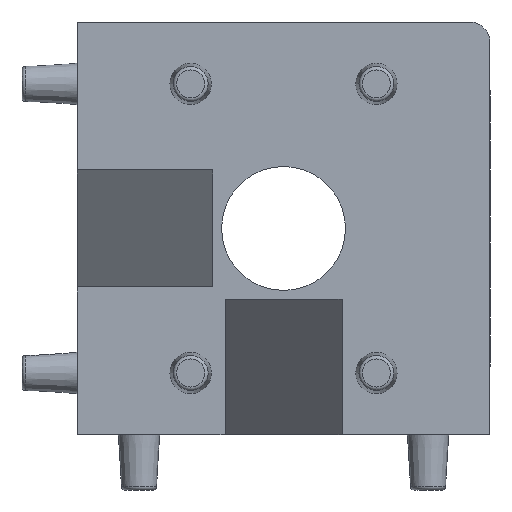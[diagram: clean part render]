
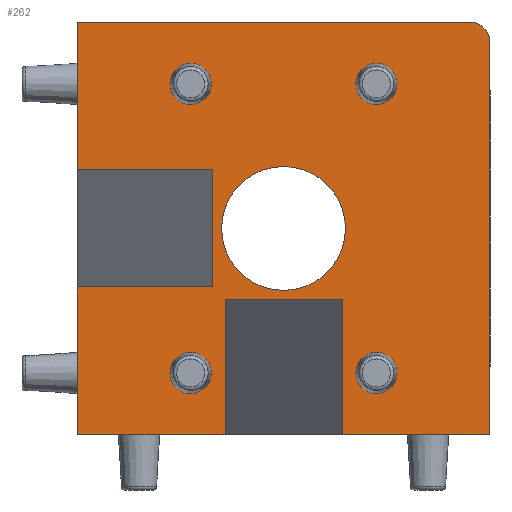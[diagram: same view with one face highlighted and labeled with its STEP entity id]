
A CAD part, left-side view. The second image highlights one B-rep face of the part: STEP entity #262.
In plain terms, the highlighted planar face has unit normal (-1, 0, 0).
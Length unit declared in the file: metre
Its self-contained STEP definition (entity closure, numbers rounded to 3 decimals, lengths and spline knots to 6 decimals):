
#262 = ADVANCED_FACE( 'NONE', ( #581, #582, #583, #584, #585, #586 ), #587, .F. );
#581 = FACE_OUTER_BOUND( '', #909, .T. );
#582 = FACE_BOUND( '', #910, .T. );
#583 = FACE_BOUND( '', #911, .T. );
#584 = FACE_BOUND( '', #912, .T. );
#585 = FACE_BOUND( '', #913, .T. );
#586 = FACE_BOUND( '', #914, .T. );
#587 = PLANE( '', #915 );
#909 = EDGE_LOOP( '', ( #1505, #1506, #1507, #1508, #1509, #1510, #1511, #1512, #1513, #1514, #1515, #1516, #1517 ) );
#910 = EDGE_LOOP( '', ( #1518 ) );
#911 = EDGE_LOOP( '', ( #1519 ) );
#912 = EDGE_LOOP( '', ( #1520 ) );
#913 = EDGE_LOOP( '', ( #1521 ) );
#914 = EDGE_LOOP( '', ( #1522 ) );
#915 = AXIS2_PLACEMENT_3D( '', #1523, #1524, #1525 );
#1505 = ORIENTED_EDGE( '', *, *, #1770, .F. );
#1506 = ORIENTED_EDGE( '', *, *, #1739, .T. );
#1507 = ORIENTED_EDGE( '', *, *, #1677, .F. );
#1508 = ORIENTED_EDGE( '', *, *, #1698, .T. );
#1509 = ORIENTED_EDGE( '', *, *, #1834, .T. );
#1510 = ORIENTED_EDGE( '', *, *, #1806, .T. );
#1511 = ORIENTED_EDGE( '', *, *, #1835, .T. );
#1512 = ORIENTED_EDGE( '', *, *, #1694, .T. );
#1513 = ORIENTED_EDGE( '', *, *, #1816, .T. );
#1514 = ORIENTED_EDGE( '', *, *, #1731, .T. );
#1515 = ORIENTED_EDGE( '', *, *, #1726, .T. );
#1516 = ORIENTED_EDGE( '', *, *, #1647, .T. );
#1517 = ORIENTED_EDGE( '', *, *, #1815, .T. );
#1518 = ORIENTED_EDGE( '', *, *, #1733, .F. );
#1519 = ORIENTED_EDGE( '', *, *, #1831, .F. );
#1520 = ORIENTED_EDGE( '', *, *, #1813, .F. );
#1521 = ORIENTED_EDGE( '', *, *, #1789, .F. );
#1522 = ORIENTED_EDGE( '', *, *, #1712, .F. );
#1523 = CARTESIAN_POINT( '', ( -0.015, 0.015, 0.015 ) );
#1524 = DIRECTION( '', ( 1., 0., 0. ) );
#1525 = DIRECTION( '', ( 0., 0., 1. ) );
#1647 = EDGE_CURVE( 'NONE', #1908, #1914, #1916, .T. );
#1677 = EDGE_CURVE( 'NONE', #1966, #1961, #1968, .T. );
#1694 = EDGE_CURVE( 'NONE', #1994, #1992, #1995, .T. );
#1698 = EDGE_CURVE( 'NONE', #1966, #2000, #2002, .T. );
#1712 = EDGE_CURVE( 'NONE', #2022, #2022, #2023, .T. );
#1726 = EDGE_CURVE( 'NONE', #2040, #1908, #2043, .T. );
#1731 = EDGE_CURVE( 'NONE', #2046, #2040, #2051, .T. );
#1733 = EDGE_CURVE( 'NONE', #2053, #2053, #2054, .T. );
#1739 = EDGE_CURVE( 'NONE', #2062, #1961, #2063, .T. );
#1770 = EDGE_CURVE( 'NONE', #2062, #2100, #2102, .T. );
#1789 = EDGE_CURVE( 'NONE', #2127, #2127, #2128, .T. );
#1806 = EDGE_CURVE( 'NONE', #2148, #2150, #2152, .T. );
#1813 = EDGE_CURVE( 'NONE', #2161, #2161, #2162, .T. );
#1815 = EDGE_CURVE( 'NONE', #1914, #2100, #2164, .T. );
#1816 = EDGE_CURVE( 'NONE', #1992, #2046, #2165, .T. );
#1831 = EDGE_CURVE( 'NONE', #2183, #2183, #2184, .T. );
#1834 = EDGE_CURVE( 'NONE', #2000, #2148, #2187, .T. );
#1835 = EDGE_CURVE( 'NONE', #2150, #1994, #2188, .T. );
#1908 = VERTEX_POINT( 'NONE', #2274 );
#1914 = VERTEX_POINT( 'NONE', #2283 );
#1916 = LINE( '', #2286, #2287 );
#1961 = VERTEX_POINT( 'NONE', #2412 );
#1966 = VERTEX_POINT( 'NONE', #2419 );
#1968 = LINE( '', #2422, #2423 );
#1992 = VERTEX_POINT( 'NONE', #2450 );
#1994 = VERTEX_POINT( 'NONE', #2453 );
#1995 = LINE( '', #2454, #2455 );
#2000 = VERTEX_POINT( 'NONE', #2462 );
#2002 = LINE( '', #2465, #2466 );
#2022 = VERTEX_POINT( '', #2536 );
#2023 = CIRCLE( '', #2537, 0.0015 );
#2040 = VERTEX_POINT( 'NONE', #2574 );
#2043 = LINE( '', #2579, #2580 );
#2046 = VERTEX_POINT( 'NONE', #2583 );
#2051 = LINE( '', #2591, #2592 );
#2053 = VERTEX_POINT( '', #2594 );
#2054 = CIRCLE( '', #2595, 0.0045 );
#2062 = VERTEX_POINT( 'NONE', #2603 );
#2063 = CIRCLE( '', #2604, 0.0015 );
#2100 = VERTEX_POINT( 'NONE', #2667 );
#2102 = LINE( '', #2670, #2671 );
#2127 = VERTEX_POINT( '', #2698 );
#2128 = CIRCLE( '', #2699, 0.0015 );
#2148 = VERTEX_POINT( 'NONE', #2749 );
#2150 = VERTEX_POINT( 'NONE', #2752 );
#2152 = LINE( '', #2755, #2756 );
#2161 = VERTEX_POINT( '', #2768 );
#2162 = CIRCLE( '', #2769, 0.0015 );
#2164 = LINE( '', #2771, #2772 );
#2165 = LINE( '', #2773, #2774 );
#2183 = VERTEX_POINT( '', #2813 );
#2184 = CIRCLE( '', #2814, 0.0015 );
#2187 = LINE( '', #2817, #2818 );
#2188 = LINE( '', #2819, #2820 );
#2274 = CARTESIAN_POINT( '', ( -0.015, -0.00425, -0.005157 ) );
#2283 = CARTESIAN_POINT( '', ( -0.015, -0.00425, -0.015 ) );
#2286 = CARTESIAN_POINT( '', ( -0.015, -0.00425, 0.015 ) );
#2287 = VECTOR( '', #2896, 1. );
#2412 = CARTESIAN_POINT( '', ( -0.015, -0.0135, 0.015 ) );
#2419 = CARTESIAN_POINT( '', ( -0.015, 0.015, 0.015 ) );
#2422 = CARTESIAN_POINT( '', ( -0.015, 0.015, 0.015 ) );
#2423 = VECTOR( '', #2933, 1. );
#2450 = CARTESIAN_POINT( '', ( -0.015, 0.015, -0.015 ) );
#2453 = CARTESIAN_POINT( '', ( -0.015, 0.015, -0.00425 ) );
#2454 = CARTESIAN_POINT( '', ( -0.015, 0.015, 0.015 ) );
#2455 = VECTOR( '', #2959, 1. );
#2462 = CARTESIAN_POINT( '', ( -0.015, 0.015, 0.00425 ) );
#2465 = CARTESIAN_POINT( '', ( -0.015, 0.015, 0.015 ) );
#2466 = VECTOR( '', #2963, 1. );
#2536 = CARTESIAN_POINT( '', ( -0.015, 0.00825, -0.0105 ) );
#2537 = AXIS2_PLACEMENT_3D( '', #2973, #2974, #2975 );
#2574 = CARTESIAN_POINT( '', ( -0.015, 0.00425, -0.005157 ) );
#2579 = CARTESIAN_POINT( '', ( -0.015, 0.015, -0.005157 ) );
#2580 = VECTOR( '', #2993, 1. );
#2583 = CARTESIAN_POINT( '', ( -0.015, 0.00425, -0.015 ) );
#2591 = CARTESIAN_POINT( '', ( -0.015, 0.00425, 0.015 ) );
#2592 = VECTOR( '', #2997, 1. );
#2594 = CARTESIAN_POINT( '', ( -0.015, -0.0045, 0. ) );
#2595 = AXIS2_PLACEMENT_3D( '', #2998, #2999, #3000 );
#2603 = CARTESIAN_POINT( '', ( -0.015, -0.015, 0.0135 ) );
#2604 = AXIS2_PLACEMENT_3D( '', #3007, #3008, #3009 );
#2667 = CARTESIAN_POINT( '', ( -0.015, -0.015, -0.015 ) );
#2670 = CARTESIAN_POINT( '', ( -0.015, -0.015, 0.015 ) );
#2671 = VECTOR( '', #3047, 1. );
#2698 = CARTESIAN_POINT( '', ( -0.015, -0.00525, 0.0105 ) );
#2699 = AXIS2_PLACEMENT_3D( '', #3071, #3072, #3073 );
#2749 = CARTESIAN_POINT( '', ( -0.015, 0.005157, 0.00425 ) );
#2752 = CARTESIAN_POINT( '', ( -0.015, 0.005157, -0.00425 ) );
#2755 = CARTESIAN_POINT( '', ( -0.015, 0.005157, 0.015 ) );
#2756 = VECTOR( '', #3088, 1. );
#2768 = CARTESIAN_POINT( '', ( -0.015, -0.00525, -0.0105 ) );
#2769 = AXIS2_PLACEMENT_3D( '', #3092, #3093, #3094 );
#2771 = CARTESIAN_POINT( '', ( -0.015, 0.015, -0.015 ) );
#2772 = VECTOR( '', #3095, 1. );
#2773 = CARTESIAN_POINT( '', ( -0.015, 0.015, -0.015 ) );
#2774 = VECTOR( '', #3096, 1. );
#2813 = CARTESIAN_POINT( '', ( -0.015, 0.00825, 0.0105 ) );
#2814 = AXIS2_PLACEMENT_3D( '', #3107, #3108, #3109 );
#2817 = CARTESIAN_POINT( '', ( -0.015, 0.015, 0.00425 ) );
#2818 = VECTOR( '', #3110, 1. );
#2819 = CARTESIAN_POINT( '', ( -0.015, 0.015, -0.00425 ) );
#2820 = VECTOR( '', #3111, 1. );
#2896 = DIRECTION( '', ( 0., 0., -1. ) );
#2933 = DIRECTION( '', ( 0., -1., 0. ) );
#2959 = DIRECTION( '', ( 0., 0., -1. ) );
#2963 = DIRECTION( '', ( 0., 0., -1. ) );
#2973 = CARTESIAN_POINT( '', ( -0.015, 0.00675, -0.0105 ) );
#2974 = DIRECTION( '', ( -1., 0., 0. ) );
#2975 = DIRECTION( '', ( 0., 1., 0. ) );
#2993 = DIRECTION( '', ( 0., -1., 0. ) );
#2997 = DIRECTION( '', ( 0., 0., 1. ) );
#2998 = CARTESIAN_POINT( '', ( -0.015, 0., 0. ) );
#2999 = DIRECTION( '', ( -1., 0., 0. ) );
#3000 = DIRECTION( '', ( 0., -1., 0. ) );
#3007 = CARTESIAN_POINT( '', ( -0.015, -0.0135, 0.0135 ) );
#3008 = DIRECTION( '', ( -1., 0., 0. ) );
#3009 = DIRECTION( '', ( 0., 1., 0. ) );
#3047 = DIRECTION( '', ( 0., 0., -1. ) );
#3071 = CARTESIAN_POINT( '', ( -0.015, -0.00675, 0.0105 ) );
#3072 = DIRECTION( '', ( -1., 0., 0. ) );
#3073 = DIRECTION( '', ( 0., 1., 0. ) );
#3088 = DIRECTION( '', ( 0., 0., -1. ) );
#3092 = CARTESIAN_POINT( '', ( -0.015, -0.00675, -0.0105 ) );
#3093 = DIRECTION( '', ( -1., 0., 0. ) );
#3094 = DIRECTION( '', ( 0., 1., 0. ) );
#3095 = DIRECTION( '', ( 0., -1., 0. ) );
#3096 = DIRECTION( '', ( 0., -1., 0. ) );
#3107 = CARTESIAN_POINT( '', ( -0.015, 0.00675, 0.0105 ) );
#3108 = DIRECTION( '', ( -1., 0., 0. ) );
#3109 = DIRECTION( '', ( 0., 1., 0. ) );
#3110 = DIRECTION( '', ( 0., -1., 0. ) );
#3111 = DIRECTION( '', ( 0., 1., 0. ) );
